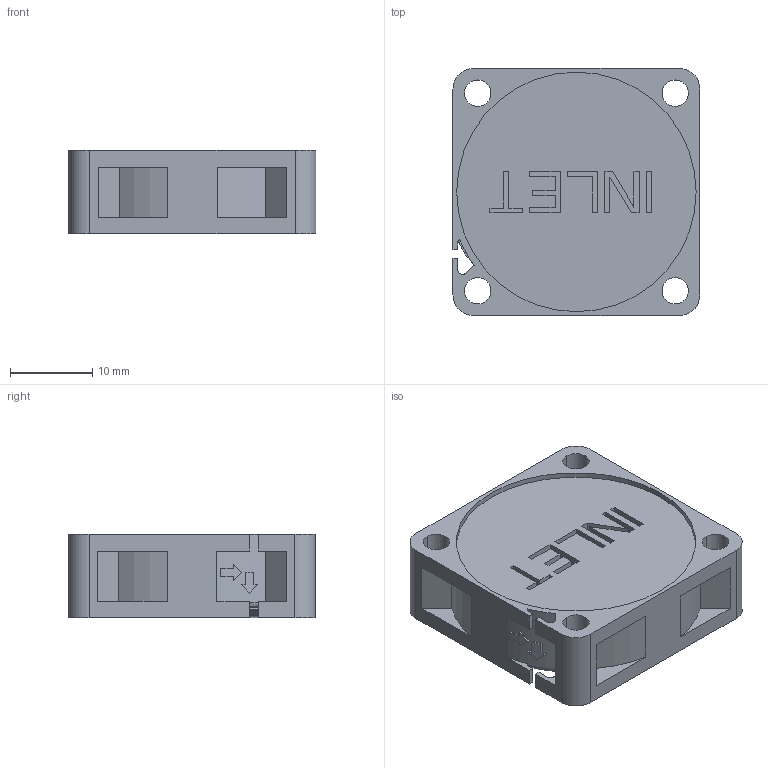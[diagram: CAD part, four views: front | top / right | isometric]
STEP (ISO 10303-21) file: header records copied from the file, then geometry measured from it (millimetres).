
FILE_DESCRIPTION((''),'2;1');
FILE_NAME('410020030002','2015-10-23T',('DURANT.QIAN'),(''),'CREO PARAMETRIC BY PTC INC, 2014440','CREO PARAMETRIC BY PTC INC, 2014440','');
FILE_SCHEMA(('CONFIG_CONTROL_DESIGN'));
Length unit declared in the file: millimetre
Products named in the file (1): 410020030002
Bounding box: 30.1 x 30 x 10.15 mm (x, y, z)
Volume: 7345.1 mm3; surface area: 4189.6 mm2
Topology: 1 solids, 1 shells, 315 faces, 848 edges, 553 vertices
Faces by surface type: plane 231, cylinder 62, torus 20, sphere 1, bspline 1
Entity records: 9923 total; most frequent: CARTESIAN_POINT 1832, ORIENTED_EDGE 1696, DIRECTION 1626, EDGE_CURVE 848, VECTOR 668, LINE 668, VERTEX_POINT 553, AXIS2_PLACEMENT_3D 479
